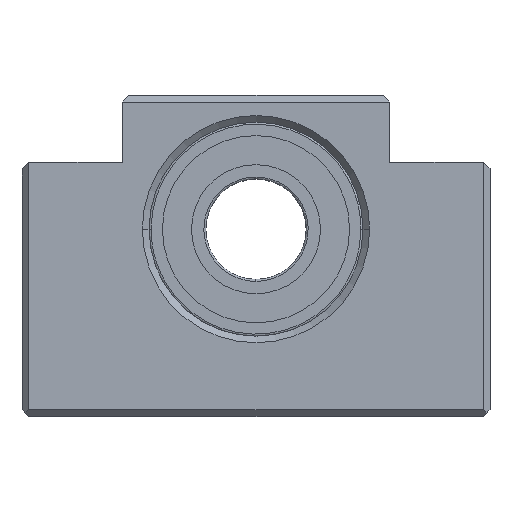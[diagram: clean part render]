
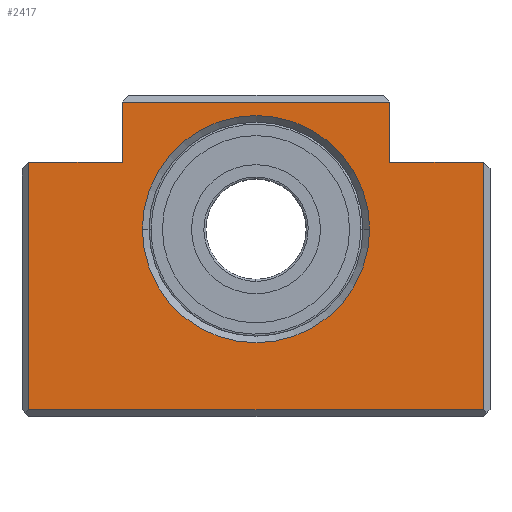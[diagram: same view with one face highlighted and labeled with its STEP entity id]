
A CAD part, top view. The second image highlights one B-rep face of the part: STEP entity #2417.
In plain terms, the highlighted planar face has unit normal (0, 0, 1).
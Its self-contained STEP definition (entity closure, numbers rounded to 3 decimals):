
#44 = DIRECTION ( 'NONE',  ( 0., 1., 0. ) ) ;
#52 = LINE ( 'NONE', #3449, #3532 ) ;
#92 = CARTESIAN_POINT ( 'NONE',  ( 20., 10., 0. ) ) ;
#106 = VERTEX_POINT ( 'NONE', #2932 ) ;
#112 = DIRECTION ( 'NONE',  ( 0., -1., 0. ) ) ;
#123 = EDGE_CURVE ( 'NONE', #196, #2668, #1335, .T. ) ;
#135 = EDGE_CURVE ( 'NONE', #876, #2121, #2447, .T. ) ;
#167 = LINE ( 'NONE', #3565, #323 ) ;
#196 = VERTEX_POINT ( 'NONE', #1760 ) ;
#236 = CARTESIAN_POINT ( 'NONE',  ( 17., 0., 0. ) ) ;
#310 = CARTESIAN_POINT ( 'NONE',  ( 0., 19., 0. ) ) ;
#323 = VECTOR ( 'NONE', #3183, 1000. ) ;
#359 = CIRCLE ( 'NONE', #1282, 17. ) ;
#417 = CARTESIAN_POINT ( 'NONE',  ( 34., 0., 0. ) ) ;
#434 = PLANE ( 'NONE',  #1233 ) ;
#463 = LINE ( 'NONE', #92, #2535 ) ;
#487 = CARTESIAN_POINT ( 'NONE',  ( -20., 19., 0. ) ) ;
#553 = CARTESIAN_POINT ( 'NONE',  ( -20., 19., 0. ) ) ;
#694 = LINE ( 'NONE', #310, #1973 ) ;
#744 = ORIENTED_EDGE ( 'NONE', *, *, #3136, .T. ) ;
#789 = VERTEX_POINT ( 'NONE', #2905 ) ;
#797 = EDGE_CURVE ( 'NONE', #789, #3389, #2699, .T. ) ;
#802 = LINE ( 'NONE', #417, #2514 ) ;
#811 = CARTESIAN_POINT ( 'NONE',  ( -20., 10., 0. ) ) ;
#823 = DIRECTION ( 'NONE',  ( 1., 0., 0. ) ) ;
#850 = FACE_BOUND ( 'NONE', #2606, .T. ) ;
#876 = VERTEX_POINT ( 'NONE', #553 ) ;
#907 = EDGE_CURVE ( 'NONE', #106, #196, #463, .T. ) ;
#938 = ORIENTED_EDGE ( 'NONE', *, *, #1197, .T. ) ;
#939 = ORIENTED_EDGE ( 'NONE', *, *, #907, .T. ) ;
#987 = EDGE_CURVE ( 'NONE', #2121, #2281, #3506, .T. ) ;
#1040 = FACE_OUTER_BOUND ( 'NONE', #1081, .T. ) ;
#1081 = EDGE_LOOP ( 'NONE', ( #1875, #1652, #1723, #744, #939, #3424, #1145, #2209 ) ) ;
#1133 = ORIENTED_EDGE ( 'NONE', *, *, #797, .T. ) ;
#1145 = ORIENTED_EDGE ( 'NONE', *, *, #2676, .T. ) ;
#1197 = EDGE_CURVE ( 'NONE', #3389, #789, #359, .T. ) ;
#1198 = DIRECTION ( 'NONE',  ( 0., 0., -1. ) ) ;
#1233 = AXIS2_PLACEMENT_3D ( 'NONE', #3452, #3074, #2678 ) ;
#1282 = AXIS2_PLACEMENT_3D ( 'NONE', #1598, #1198, #823 ) ;
#1335 = LINE ( 'NONE', #3213, #1921 ) ;
#1598 = CARTESIAN_POINT ( 'NONE',  ( 0., 0., 0. ) ) ;
#1652 = ORIENTED_EDGE ( 'NONE', *, *, #1790, .T. ) ;
#1713 = DIRECTION ( 'NONE',  ( 1., 0., 0. ) ) ;
#1723 = ORIENTED_EDGE ( 'NONE', *, *, #2751, .T. ) ;
#1760 = CARTESIAN_POINT ( 'NONE',  ( 20., 10., 0. ) ) ;
#1790 = EDGE_CURVE ( 'NONE', #2281, #1853, #167, .T. ) ;
#1853 = VERTEX_POINT ( 'NONE', #2319 ) ;
#1875 = ORIENTED_EDGE ( 'NONE', *, *, #987, .T. ) ;
#1892 = VECTOR ( 'NONE', #112, 1000. ) ;
#1921 = VECTOR ( 'NONE', #2835, 1000. ) ;
#1966 = VECTOR ( 'NONE', #2742, 1000. ) ;
#1973 = VECTOR ( 'NONE', #3710, 1000. ) ;
#2117 = DIRECTION ( 'NONE',  ( 0., 0., -1. ) ) ;
#2121 = VERTEX_POINT ( 'NONE', #811 ) ;
#2209 = ORIENTED_EDGE ( 'NONE', *, *, #135, .T. ) ;
#2280 = CARTESIAN_POINT ( 'NONE',  ( 34., -27., 0. ) ) ;
#2281 = VERTEX_POINT ( 'NONE', #2965 ) ;
#2319 = CARTESIAN_POINT ( 'NONE',  ( -34., -27., 0. ) ) ;
#2417 = ADVANCED_FACE ( 'NONE', ( #850, #1040 ), #434, .T. ) ;
#2447 = LINE ( 'NONE', #487, #1892 ) ;
#2511 = CARTESIAN_POINT ( 'NONE',  ( 0., 0., 0. ) ) ;
#2514 = VECTOR ( 'NONE', #44, 1000. ) ;
#2535 = VECTOR ( 'NONE', #3484, 1000. ) ;
#2606 = EDGE_LOOP ( 'NONE', ( #938, #1133 ) ) ;
#2668 = VERTEX_POINT ( 'NONE', #3425 ) ;
#2676 = EDGE_CURVE ( 'NONE', #2668, #876, #694, .T. ) ;
#2678 = DIRECTION ( 'NONE',  ( 1., 0., 0. ) ) ;
#2699 = CIRCLE ( 'NONE', #2763, 17. ) ;
#2742 = DIRECTION ( 'NONE',  ( -1., 0., 0. ) ) ;
#2751 = EDGE_CURVE ( 'NONE', #1853, #3223, #52, .T. ) ;
#2763 = AXIS2_PLACEMENT_3D ( 'NONE', #2511, #2117, #1713 ) ;
#2835 = DIRECTION ( 'NONE',  ( 0., 1., 0. ) ) ;
#2905 = CARTESIAN_POINT ( 'NONE',  ( -17., 0., 0. ) ) ;
#2932 = CARTESIAN_POINT ( 'NONE',  ( 34., 10., 0. ) ) ;
#2965 = CARTESIAN_POINT ( 'NONE',  ( -34., 10., 0. ) ) ;
#3071 = DIRECTION ( 'NONE',  ( 1., 0., 0. ) ) ;
#3074 = DIRECTION ( 'NONE',  ( 0., 0., 1. ) ) ;
#3127 = CARTESIAN_POINT ( 'NONE',  ( -34., 10., 0. ) ) ;
#3136 = EDGE_CURVE ( 'NONE', #3223, #106, #802, .T. ) ;
#3183 = DIRECTION ( 'NONE',  ( 0., -1., 0. ) ) ;
#3213 = CARTESIAN_POINT ( 'NONE',  ( 20., 19., 0. ) ) ;
#3223 = VERTEX_POINT ( 'NONE', #2280 ) ;
#3389 = VERTEX_POINT ( 'NONE', #236 ) ;
#3424 = ORIENTED_EDGE ( 'NONE', *, *, #123, .T. ) ;
#3425 = CARTESIAN_POINT ( 'NONE',  ( 20., 19., 0. ) ) ;
#3449 = CARTESIAN_POINT ( 'NONE',  ( 0., -27., 0. ) ) ;
#3452 = CARTESIAN_POINT ( 'NONE',  ( 0., 0., 0. ) ) ;
#3484 = DIRECTION ( 'NONE',  ( -1., 0., 0. ) ) ;
#3506 = LINE ( 'NONE', #3127, #1966 ) ;
#3532 = VECTOR ( 'NONE', #3071, 1000. ) ;
#3565 = CARTESIAN_POINT ( 'NONE',  ( -34., 0., 0. ) ) ;
#3710 = DIRECTION ( 'NONE',  ( -1., 0., 0. ) ) ;
